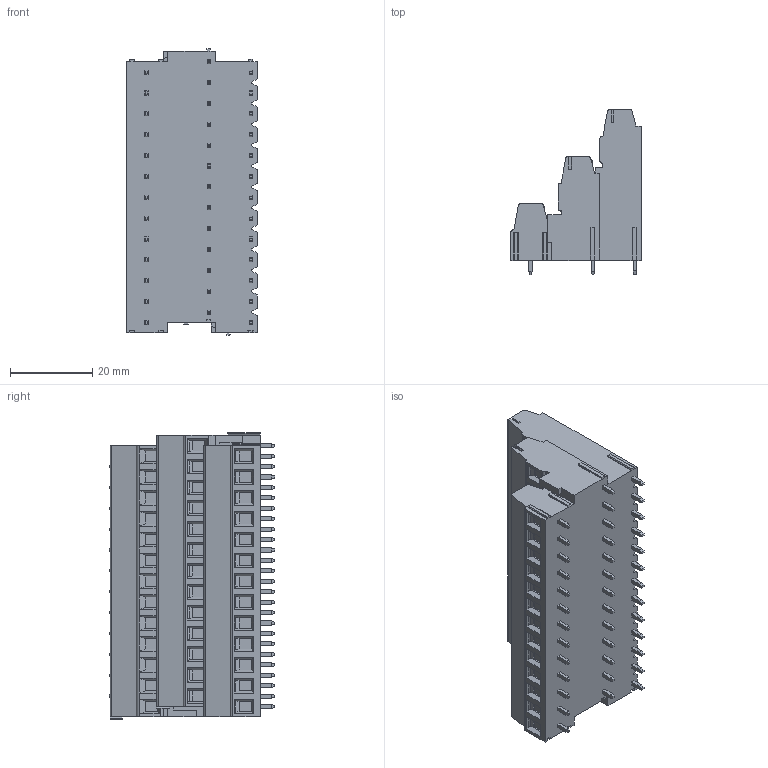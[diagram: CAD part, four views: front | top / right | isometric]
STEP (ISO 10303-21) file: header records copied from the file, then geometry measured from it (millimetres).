
FILE_DESCRIPTION((''),'2;1');
FILE_NAME('TL338VH3R-XXP-XS','2025-02-26T',('yanfa'),(''),'PRO/ENGINEER BY PARAMETRIC TECHNOLOGY CORPORATION, 2009280','PRO/ENGINEER BY PARAMETRIC TECHNOLOGY CORPORATION, 2009280','');
FILE_SCHEMA(('AUTOMOTIVE_DESIGN_CC2 { 1 2 10303 214 -1 1 5 2 }'));
Length unit declared in the file: millimetre
Products named in the file (1): TL338VH3R-XXP-XS
Bounding box: 31.8 x 40.3 x 69.73 mm (x, y, z)
Volume: 46096.4 mm3; surface area: 15026.6 mm2
Topology: 1 solids, 1 shells, 1947 faces, 4821 edges, 2994 vertices
Faces by surface type: plane 1260, cylinder 403, cone 156, torus 78, sphere 50
Entity records: 57529 total; most frequent: CARTESIAN_POINT 11322, ORIENTED_EDGE 9594, DIRECTION 9467, EDGE_CURVE 4797, VECTOR 3449, LINE 3449, AXIS2_PLACEMENT_3D 3009, VERTEX_POINT 2994
